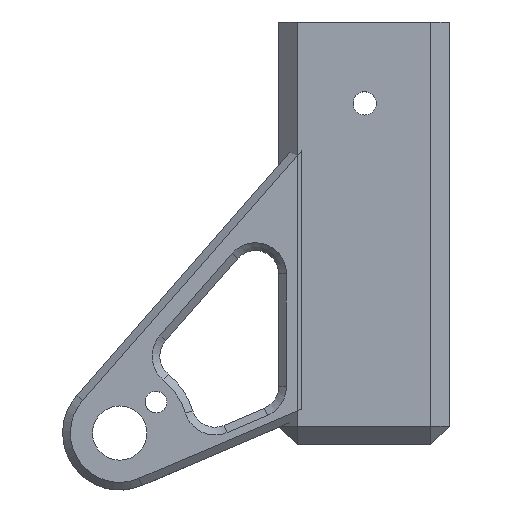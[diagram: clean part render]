
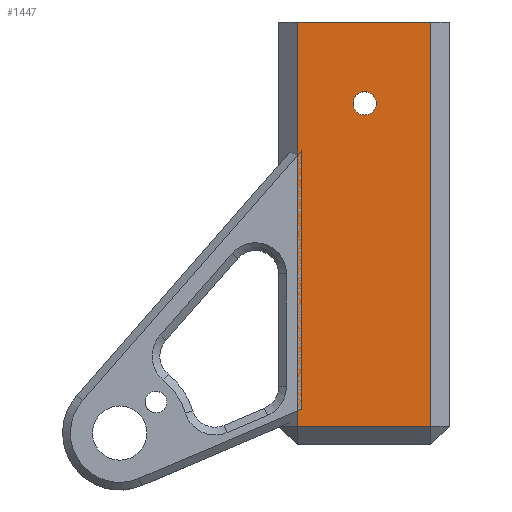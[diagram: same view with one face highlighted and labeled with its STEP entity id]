
A CAD part, top view. The second image highlights one B-rep face of the part: STEP entity #1447.
In plain terms, the highlighted planar face has unit normal (0, 0, 1).
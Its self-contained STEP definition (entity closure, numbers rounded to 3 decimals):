
#100 = PLANE('',#101);
#101 = AXIS2_PLACEMENT_3D('',#102,#103,#104);
#102 = CARTESIAN_POINT('',(25.8,0.,17.3));
#103 = DIRECTION('',(0.707,0.,0.707));
#104 = DIRECTION('',(0.,1.,0.));
#128 = PLANE('',#129);
#129 = AXIS2_PLACEMENT_3D('',#130,#131,#132);
#130 = CARTESIAN_POINT('',(27.,54.5,18.5));
#131 = DIRECTION('',(0.,1.,0.));
#132 = DIRECTION('',(0.,0.,-1.));
#615 = VERTEX_POINT('',#616);
#616 = CARTESIAN_POINT('',(24.6,2.4,18.5));
#639 = VERTEX_POINT('',#640);
#640 = CARTESIAN_POINT('',(24.6,54.5,18.5));
#661 = EDGE_CURVE('',#615,#639,#662,.T.);
#662 = SURFACE_CURVE('',#663,(#667,#674),.PCURVE_S1.);
#663 = LINE('',#664,#665);
#664 = CARTESIAN_POINT('',(24.6,0.,18.5));
#665 = VECTOR('',#666,1.);
#666 = DIRECTION('',(0.,1.,0.));
#667 = PCURVE('',#100,#668);
#668 = DEFINITIONAL_REPRESENTATION('',(#669),#673);
#669 = LINE('',#670,#671);
#670 = CARTESIAN_POINT('',(0.,1.697));
#671 = VECTOR('',#672,1.);
#672 = DIRECTION('',(1.,0.));
#673 = ( GEOMETRIC_REPRESENTATION_CONTEXT(2) 
PARAMETRIC_REPRESENTATION_CONTEXT() REPRESENTATION_CONTEXT('2D SPACE',''
  ) );
#674 = PCURVE('',#675,#680);
#675 = PLANE('',#676);
#676 = AXIS2_PLACEMENT_3D('',#677,#678,#679);
#677 = CARTESIAN_POINT('',(27.,0.,18.5));
#678 = DIRECTION('',(0.,0.,-1.));
#679 = DIRECTION('',(-1.,0.,0.));
#680 = DEFINITIONAL_REPRESENTATION('',(#681),#685);
#681 = LINE('',#682,#683);
#682 = CARTESIAN_POINT('',(2.4,0.));
#683 = VECTOR('',#684,1.);
#684 = DIRECTION('',(0.,1.));
#685 = ( GEOMETRIC_REPRESENTATION_CONTEXT(2) 
PARAMETRIC_REPRESENTATION_CONTEXT() REPRESENTATION_CONTEXT('2D SPACE',''
  ) );
#807 = VERTEX_POINT('',#808);
#808 = CARTESIAN_POINT('',(7.4,54.5,18.5));
#822 = PLANE('',#823);
#823 = AXIS2_PLACEMENT_3D('',#824,#825,#826);
#824 = CARTESIAN_POINT('',(6.2,0.,17.3));
#825 = DIRECTION('',(0.707,0.,-0.707));
#826 = DIRECTION('',(0.,-1.,0.));
#834 = EDGE_CURVE('',#639,#807,#835,.T.);
#835 = SURFACE_CURVE('',#836,(#840,#847),.PCURVE_S1.);
#836 = LINE('',#837,#838);
#837 = CARTESIAN_POINT('',(27.,54.5,18.5));
#838 = VECTOR('',#839,1.);
#839 = DIRECTION('',(-1.,0.,0.));
#840 = PCURVE('',#128,#841);
#841 = DEFINITIONAL_REPRESENTATION('',(#842),#846);
#842 = LINE('',#843,#844);
#843 = CARTESIAN_POINT('',(0.,0.));
#844 = VECTOR('',#845,1.);
#845 = DIRECTION('',(0.,1.));
#846 = ( GEOMETRIC_REPRESENTATION_CONTEXT(2) 
PARAMETRIC_REPRESENTATION_CONTEXT() REPRESENTATION_CONTEXT('2D SPACE',''
  ) );
#847 = PCURVE('',#675,#848);
#848 = DEFINITIONAL_REPRESENTATION('',(#849),#853);
#849 = LINE('',#850,#851);
#850 = CARTESIAN_POINT('',(0.,54.5));
#851 = VECTOR('',#852,1.);
#852 = DIRECTION('',(1.,0.));
#853 = ( GEOMETRIC_REPRESENTATION_CONTEXT(2) 
PARAMETRIC_REPRESENTATION_CONTEXT() REPRESENTATION_CONTEXT('2D SPACE',''
  ) );
#1024 = PLANE('',#1025);
#1025 = AXIS2_PLACEMENT_3D('',#1026,#1027,#1028);
#1026 = CARTESIAN_POINT('',(27.,1.2,17.3));
#1027 = DIRECTION('',(-0.,-0.707,0.707));
#1028 = DIRECTION('',(1.,-0.,0.));
#1447 = ADVANCED_FACE('',(#1448,#1496),#675,.F.);
#1448 = FACE_BOUND('',#1449,.F.);
#1449 = EDGE_LOOP('',(#1450,#1451,#1452,#1475));
#1450 = ORIENTED_EDGE('',*,*,#834,.F.);
#1451 = ORIENTED_EDGE('',*,*,#661,.F.);
#1452 = ORIENTED_EDGE('',*,*,#1453,.T.);
#1453 = EDGE_CURVE('',#615,#1454,#1456,.T.);
#1454 = VERTEX_POINT('',#1455);
#1455 = CARTESIAN_POINT('',(7.4,2.4,18.5));
#1456 = SURFACE_CURVE('',#1457,(#1461,#1468),.PCURVE_S1.);
#1457 = LINE('',#1458,#1459);
#1458 = CARTESIAN_POINT('',(27.,2.4,18.5));
#1459 = VECTOR('',#1460,1.);
#1460 = DIRECTION('',(-1.,0.,0.));
#1461 = PCURVE('',#675,#1462);
#1462 = DEFINITIONAL_REPRESENTATION('',(#1463),#1467);
#1463 = LINE('',#1464,#1465);
#1464 = CARTESIAN_POINT('',(0.,2.4));
#1465 = VECTOR('',#1466,1.);
#1466 = DIRECTION('',(1.,0.));
#1467 = ( GEOMETRIC_REPRESENTATION_CONTEXT(2) 
PARAMETRIC_REPRESENTATION_CONTEXT() REPRESENTATION_CONTEXT('2D SPACE',''
  ) );
#1468 = PCURVE('',#1024,#1469);
#1469 = DEFINITIONAL_REPRESENTATION('',(#1470),#1474);
#1470 = LINE('',#1471,#1472);
#1471 = CARTESIAN_POINT('',(-0.,1.697));
#1472 = VECTOR('',#1473,1.);
#1473 = DIRECTION('',(-1.,0.));
#1474 = ( GEOMETRIC_REPRESENTATION_CONTEXT(2) 
PARAMETRIC_REPRESENTATION_CONTEXT() REPRESENTATION_CONTEXT('2D SPACE',''
  ) );
#1475 = ORIENTED_EDGE('',*,*,#1476,.T.);
#1476 = EDGE_CURVE('',#1454,#807,#1477,.T.);
#1477 = SURFACE_CURVE('',#1478,(#1482,#1489),.PCURVE_S1.);
#1478 = LINE('',#1479,#1480);
#1479 = CARTESIAN_POINT('',(7.4,0.,18.5));
#1480 = VECTOR('',#1481,1.);
#1481 = DIRECTION('',(0.,1.,0.));
#1482 = PCURVE('',#675,#1483);
#1483 = DEFINITIONAL_REPRESENTATION('',(#1484),#1488);
#1484 = LINE('',#1485,#1486);
#1485 = CARTESIAN_POINT('',(19.6,0.));
#1486 = VECTOR('',#1487,1.);
#1487 = DIRECTION('',(0.,1.));
#1488 = ( GEOMETRIC_REPRESENTATION_CONTEXT(2) 
PARAMETRIC_REPRESENTATION_CONTEXT() REPRESENTATION_CONTEXT('2D SPACE',''
  ) );
#1489 = PCURVE('',#822,#1490);
#1490 = DEFINITIONAL_REPRESENTATION('',(#1491),#1495);
#1491 = LINE('',#1492,#1493);
#1492 = CARTESIAN_POINT('',(-0.,-1.697));
#1493 = VECTOR('',#1494,1.);
#1494 = DIRECTION('',(-1.,0.));
#1495 = ( GEOMETRIC_REPRESENTATION_CONTEXT(2) 
PARAMETRIC_REPRESENTATION_CONTEXT() REPRESENTATION_CONTEXT('2D SPACE',''
  ) );
#1496 = FACE_BOUND('',#1497,.F.);
#1497 = EDGE_LOOP('',(#1498));
#1498 = ORIENTED_EDGE('',*,*,#1499,.F.);
#1499 = EDGE_CURVE('',#1500,#1500,#1502,.T.);
#1500 = VERTEX_POINT('',#1501);
#1501 = CARTESIAN_POINT('',(14.6,44.,18.5));
#1502 = SURFACE_CURVE('',#1503,(#1508,#1515),.PCURVE_S1.);
#1503 = CIRCLE('',#1504,1.5);
#1504 = AXIS2_PLACEMENT_3D('',#1505,#1506,#1507);
#1505 = CARTESIAN_POINT('',(16.1,44.,18.5));
#1506 = DIRECTION('',(0.,0.,-1.));
#1507 = DIRECTION('',(-1.,0.,0.));
#1508 = PCURVE('',#675,#1509);
#1509 = DEFINITIONAL_REPRESENTATION('',(#1510),#1514);
#1510 = CIRCLE('',#1511,1.5);
#1511 = AXIS2_PLACEMENT_2D('',#1512,#1513);
#1512 = CARTESIAN_POINT('',(10.9,44.));
#1513 = DIRECTION('',(1.,0.));
#1514 = ( GEOMETRIC_REPRESENTATION_CONTEXT(2) 
PARAMETRIC_REPRESENTATION_CONTEXT() REPRESENTATION_CONTEXT('2D SPACE',''
  ) );
#1515 = PCURVE('',#1516,#1521);
#1516 = CYLINDRICAL_SURFACE('',#1517,1.5);
#1517 = AXIS2_PLACEMENT_3D('',#1518,#1519,#1520);
#1518 = CARTESIAN_POINT('',(16.1,44.,19.5));
#1519 = DIRECTION('',(0.,0.,-1.));
#1520 = DIRECTION('',(-1.,0.,0.));
#1521 = DEFINITIONAL_REPRESENTATION('',(#1522),#1526);
#1522 = LINE('',#1523,#1524);
#1523 = CARTESIAN_POINT('',(0.,1.));
#1524 = VECTOR('',#1525,1.);
#1525 = DIRECTION('',(1.,0.));
#1526 = ( GEOMETRIC_REPRESENTATION_CONTEXT(2) 
PARAMETRIC_REPRESENTATION_CONTEXT() REPRESENTATION_CONTEXT('2D SPACE',''
  ) );
